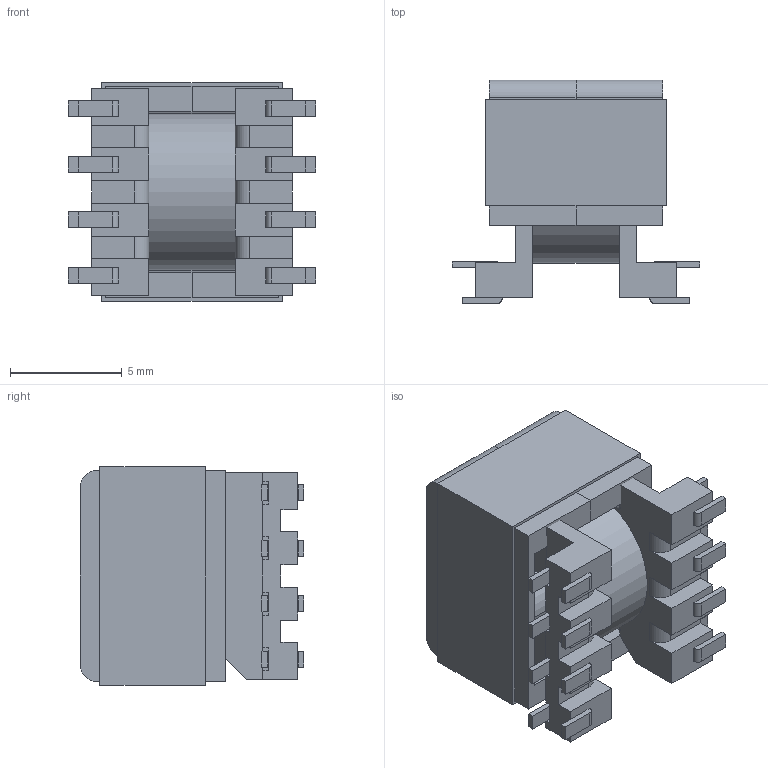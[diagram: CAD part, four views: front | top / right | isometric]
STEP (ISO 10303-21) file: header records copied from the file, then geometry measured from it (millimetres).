
FILE_DESCRIPTION (( 'STEP AP214' ), '1' );
FILE_NAME ('EP7_5723.STEP', '2021-06-29T20:33:31', ( '' ), ( '' ), 'SwSTEP 2.0', 'SolidWorks 2017', '' );
FILE_SCHEMA (( 'AUTOMOTIVE_DESIGN' ));
Length unit declared in the file: inch
Products named in the file (5): 070-5723_COIL; 070-5723_6D; 150-2365_6A; EP7_5723; 440-9986-2365
Assembly tree (5 placements, depth 2):
  EP7_5723
    070-5723_6D
    070-5723_COIL
    150-2365_6A  x2
    440-9986-2365
Bounding box: 11.09 x 10.02 x 9.78 mm (x, y, z)
Volume: 554.3 mm3; surface area: 1652.6 mm2
Topology: 5 solids, 5 shells, 274 faces, 734 edges, 488 vertices
Faces by surface type: plane 224, cylinder 48, torus 2
Entity records: 10176 total; most frequent: CARTESIAN_POINT 1463, ORIENTED_EDGE 1396, DIRECTION 1320, EDGE_CURVE 698, LINE 606, VECTOR 606, VERTEX_POINT 464, AXIS2_PLACEMENT_3D 357
